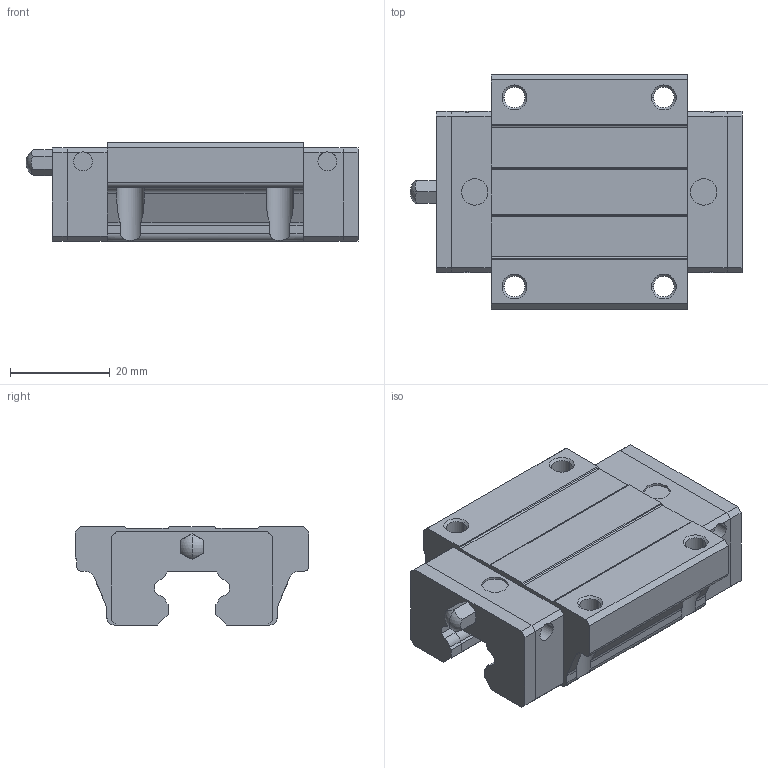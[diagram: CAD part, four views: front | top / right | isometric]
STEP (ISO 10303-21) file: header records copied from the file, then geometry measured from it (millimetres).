
FILE_DESCRIPTION(('starvars output'),'2;1');
FILE_NAME('cv20170621210927000127341.stp','21:09:27 2017/06/21',( 'Thomas Industrial Network Germany GmbH'),( 'Thomas Industrial Network Germany GmbH'),'unknown preprocess','ACIS' ,'unknown authorization');
FILE_SCHEMA(('CONFIG_CONTROL_DESIGN {UNKNOWN IMPLEMENTATION LEVEL}'));
Length unit declared in the file: millimetre
Products named in the file (1): PRODUCT_ID_1
Bounding box: 66.7 x 47 x 19.7 mm (x, y, z)
Volume: 35897.3 mm3; surface area: 14715.2 mm2
Topology: 1 solids, 1 shells, 266 faces, 749 edges, 496 vertices
Faces by surface type: plane 173, cylinder 83, cone 8, sphere 2
Entity records: 8256 total; most frequent: CARTESIAN_POINT 1560, ORIENTED_EDGE 1498, DIRECTION 1232, EDGE_CURVE 749, VECTOR 528, LINE 528, VERTEX_POINT 496, AXIS2_PLACEMENT_3D 352
